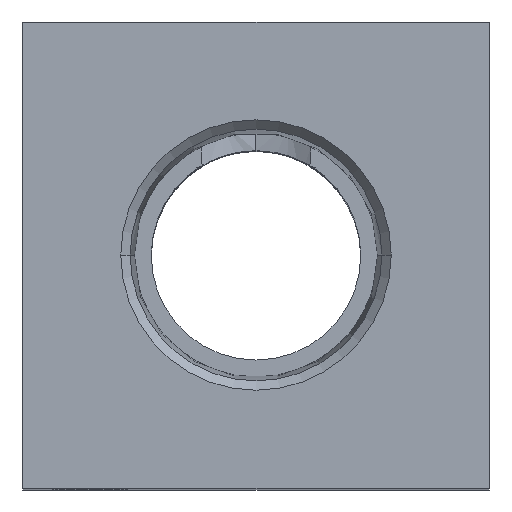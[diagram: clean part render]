
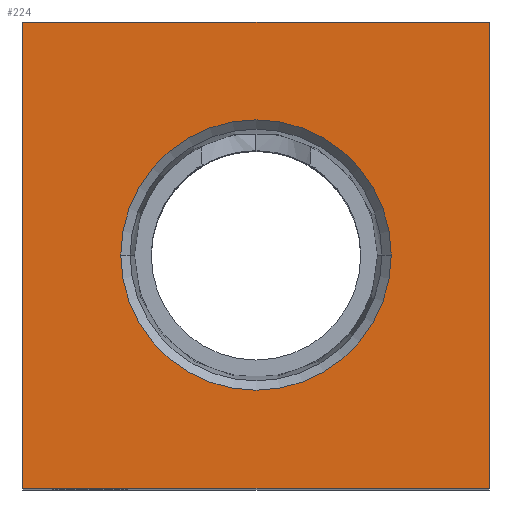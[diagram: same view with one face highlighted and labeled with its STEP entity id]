
A CAD part, top view. The second image highlights one B-rep face of the part: STEP entity #224.
In plain terms, the highlighted planar face has unit normal (0, 0, 1).
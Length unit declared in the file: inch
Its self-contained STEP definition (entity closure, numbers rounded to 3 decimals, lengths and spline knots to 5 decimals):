
#64 = VERTEX_POINT ( 'NONE', #2208 ) ;
#166 = VERTEX_POINT ( 'NONE', #1808 ) ;
#224 = ADVANCED_FACE ( 'NONE', ( #2240, #1694 ), #1631, .T. ) ;
#293 = DIRECTION ( 'NONE',  ( 1., 0., 0. ) ) ;
#300 = EDGE_LOOP ( 'NONE', ( #646, #1193 ) ) ;
#309 = DIRECTION ( 'NONE',  ( 0., 0., 1. ) ) ;
#314 = CARTESIAN_POINT ( 'NONE',  ( 0., 0., 1.5 ) ) ;
#320 = CIRCLE ( 'NONE', #1611, 0.3626 ) ;
#436 = CARTESIAN_POINT ( 'NONE',  ( 0.625, -0.625, 1.5 ) ) ;
#444 = AXIS2_PLACEMENT_3D ( 'NONE', #1652, #1629, #1626 ) ;
#453 = ORIENTED_EDGE ( 'NONE', *, *, #1265, .T. ) ;
#558 = VERTEX_POINT ( 'NONE', #793 ) ;
#581 = VECTOR ( 'NONE', #1247, 39.37008 ) ;
#622 = VERTEX_POINT ( 'NONE', #436 ) ;
#646 = ORIENTED_EDGE ( 'NONE', *, *, #1506, .F. ) ;
#688 = LINE ( 'NONE', #1282, #1176 ) ;
#690 = EDGE_CURVE ( 'NONE', #64, #1019, #1608, .T. ) ;
#793 = CARTESIAN_POINT ( 'NONE',  ( 0.625, 0.625, 1.5 ) ) ;
#878 = LINE ( 'NONE', #1787, #2137 ) ;
#933 = VECTOR ( 'NONE', #2211, 39.37008 ) ;
#1019 = VERTEX_POINT ( 'NONE', #1989 ) ;
#1059 = LINE ( 'NONE', #1255, #581 ) ;
#1102 = DIRECTION ( 'NONE',  ( 1., 0., 0. ) ) ;
#1116 = EDGE_CURVE ( 'NONE', #558, #166, #878, .T. ) ;
#1163 = VERTEX_POINT ( 'NONE', #1303 ) ;
#1176 = VECTOR ( 'NONE', #1102, 39.37008 ) ;
#1183 = EDGE_CURVE ( 'NONE', #1163, #622, #688, .T. ) ;
#1193 = ORIENTED_EDGE ( 'NONE', *, *, #690, .F. ) ;
#1247 = DIRECTION ( 'NONE',  ( 0., -1., 0. ) ) ;
#1255 = CARTESIAN_POINT ( 'NONE',  ( -0.625, -0.625, 1.5 ) ) ;
#1265 = EDGE_CURVE ( 'NONE', #166, #1163, #1059, .T. ) ;
#1282 = CARTESIAN_POINT ( 'NONE',  ( 0.625, -0.625, 1.5 ) ) ;
#1303 = CARTESIAN_POINT ( 'NONE',  ( -0.625, -0.625, 1.5 ) ) ;
#1505 = AXIS2_PLACEMENT_3D ( 'NONE', #314, #309, #293 ) ;
#1506 = EDGE_CURVE ( 'NONE', #1019, #64, #320, .T. ) ;
#1608 = CIRCLE ( 'NONE', #1505, 0.3626 ) ;
#1611 = AXIS2_PLACEMENT_3D ( 'NONE', #1903, #1810, #1821 ) ;
#1626 = DIRECTION ( 'NONE',  ( 1., 0., 0. ) ) ;
#1629 = DIRECTION ( 'NONE',  ( 0., 0., 1. ) ) ;
#1631 = PLANE ( 'NONE',  #444 ) ;
#1652 = CARTESIAN_POINT ( 'NONE',  ( 0., 0., 1.5 ) ) ;
#1694 = FACE_OUTER_BOUND ( 'NONE', #2129, .T. ) ;
#1787 = CARTESIAN_POINT ( 'NONE',  ( 0.625, 0.625, 1.5 ) ) ;
#1800 = DIRECTION ( 'NONE',  ( -1., 0., 0. ) ) ;
#1808 = CARTESIAN_POINT ( 'NONE',  ( -0.625, 0.625, 1.5 ) ) ;
#1810 = DIRECTION ( 'NONE',  ( 0., 0., 1. ) ) ;
#1821 = DIRECTION ( 'NONE',  ( 1., 0., 0. ) ) ;
#1903 = CARTESIAN_POINT ( 'NONE',  ( 0., 0., 1.5 ) ) ;
#1953 = EDGE_CURVE ( 'NONE', #622, #558, #2231, .T. ) ;
#1989 = CARTESIAN_POINT ( 'NONE',  ( 0.3626, 0., 1.5 ) ) ;
#2021 = ORIENTED_EDGE ( 'NONE', *, *, #1116, .T. ) ;
#2084 = ORIENTED_EDGE ( 'NONE', *, *, #1953, .T. ) ;
#2125 = ORIENTED_EDGE ( 'NONE', *, *, #1183, .T. ) ;
#2129 = EDGE_LOOP ( 'NONE', ( #453, #2125, #2084, #2021 ) ) ;
#2137 = VECTOR ( 'NONE', #1800, 39.37008 ) ;
#2208 = CARTESIAN_POINT ( 'NONE',  ( -0.3626, 0., 1.5 ) ) ;
#2211 = DIRECTION ( 'NONE',  ( 0., 1., 0. ) ) ;
#2217 = CARTESIAN_POINT ( 'NONE',  ( 0.625, -0.625, 1.5 ) ) ;
#2231 = LINE ( 'NONE', #2217, #933 ) ;
#2240 = FACE_BOUND ( 'NONE', #300, .T. ) ;
